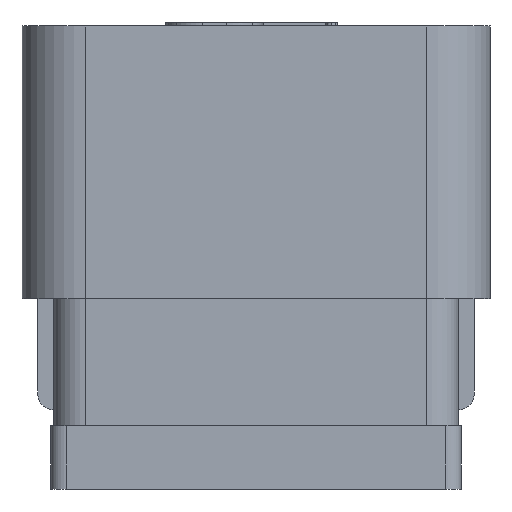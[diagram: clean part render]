
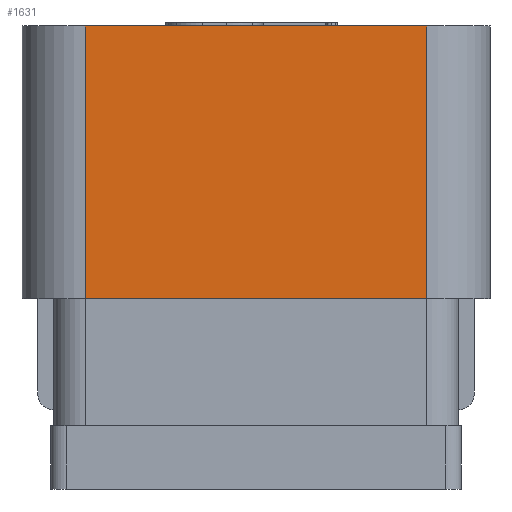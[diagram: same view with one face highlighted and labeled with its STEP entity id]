
A CAD part, left-side view. The second image highlights one B-rep face of the part: STEP entity #1631.
In plain terms, the highlighted planar face has unit normal (-1, 0, 0).
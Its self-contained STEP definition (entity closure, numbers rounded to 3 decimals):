
#1631=ADVANCED_FACE('',(#3078),#3080,.T.);
#3078=FACE_BOUND('',#3079,.T.);
#3079=EDGE_LOOP('',(#4395,#4396,#4397,#4398));
#3080=PLANE('',#3081);
#3081=AXIS2_PLACEMENT_3D('',#3082,#3083,#3084);
#3082=CARTESIAN_POINT('',(-1.236,0.538,0.6));
#3083=DIRECTION('',(-1.,0.,0.));
#3084=DIRECTION('',(0.,-1.,0.));
#4395=ORIENTED_EDGE('',*,*,#5126,.T.);
#4396=ORIENTED_EDGE('',*,*,#5127,.T.);
#4397=ORIENTED_EDGE('',*,*,#4788,.F.);
#4398=ORIENTED_EDGE('',*,*,#5125,.F.);
#4788=EDGE_CURVE('',#5496,#5498,#5499,.T.);
#5125=EDGE_CURVE('',#6043,#5496,#6045,.T.);
#5126=EDGE_CURVE('',#6043,#6046,#6047,.T.);
#5127=EDGE_CURVE('',#6046,#5498,#6048,.T.);
#5496=VERTEX_POINT('',#6861);
#5498=VERTEX_POINT('',#6866);
#5499=LINE('',#6867,#6868);
#6043=VERTEX_POINT('',#8086);
#6045=LINE('',#8091,#8092);
#6046=VERTEX_POINT('',#8094);
#6047=LINE('',#8095,#8096);
#6048=LINE('',#8098,#8099);
#6861=CARTESIAN_POINT('',(-1.236,0.538,1.46));
#6866=CARTESIAN_POINT('',(-1.236,-0.538,1.46));
#6867=CARTESIAN_POINT('',(-1.236,0.538,1.46));
#6868=VECTOR('',#6869,1.);
#6869=DIRECTION('',(0.,-1.,0.));
#8086=CARTESIAN_POINT('',(-1.236,0.538,0.6));
#8091=CARTESIAN_POINT('',(-1.236,0.538,0.6));
#8092=VECTOR('',#8093,1.);
#8093=DIRECTION('',(0.,0.,1.));
#8094=CARTESIAN_POINT('',(-1.236,-0.538,0.6));
#8095=CARTESIAN_POINT('',(-1.236,0.538,0.6));
#8096=VECTOR('',#8097,1.);
#8097=DIRECTION('',(0.,-1.,0.));
#8098=CARTESIAN_POINT('',(-1.236,-0.538,0.6));
#8099=VECTOR('',#8100,1.);
#8100=DIRECTION('',(0.,0.,1.));
